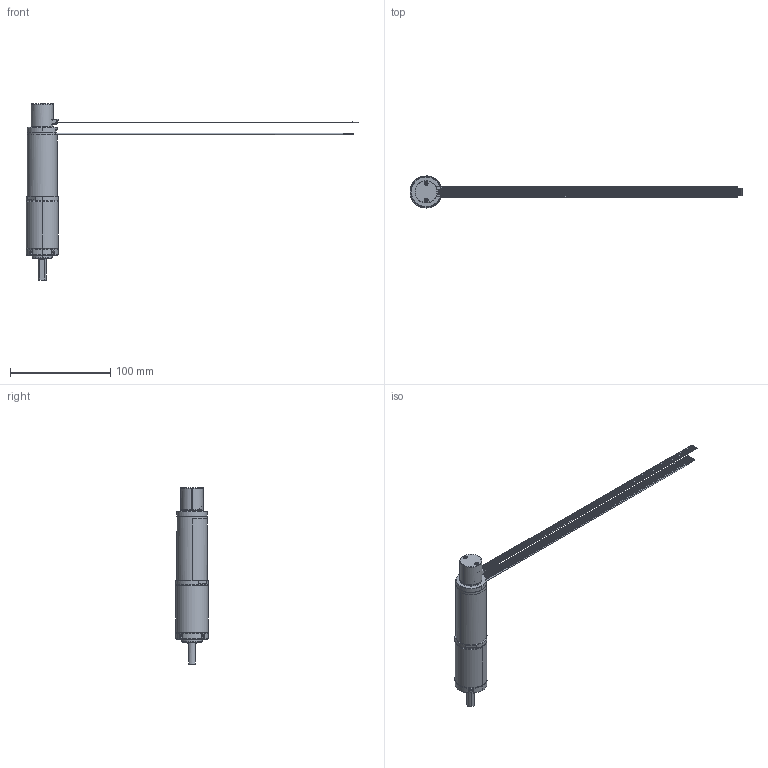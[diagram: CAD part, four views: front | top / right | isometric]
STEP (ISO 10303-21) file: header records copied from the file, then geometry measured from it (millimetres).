
FILE_DESCRIPTION((''),'2;1');
FILE_NAME('4611180000610_SW0001','2023-11-22T10:06:05',('TQ03085'),(''),'CREO PARAMETRIC BY PTC INC, 2018100','CREO PARAMETRIC BY PTC INC, 2018100','');
FILE_SCHEMA(('CONFIG_CONTROL_DESIGN'));
Length unit declared in the file: millimetre
Products named in the file (1): 4611180000610_SW0001
Bounding box: 331 x 32 x 176.04 mm (x, y, z)
Volume: 110362.9 mm3; surface area: 34241 mm2
Topology: 1 solids, 1 shells, 725 faces, 1875 edges, 1176 vertices
Faces by surface type: plane 320, cylinder 224, bspline 70, cone 67, torus 28, sphere 16
Entity records: 35309 total; most frequent: CARTESIAN_POINT 18319, ORIENTED_EDGE 3698, DIRECTION 3279, EDGE_CURVE 1849, AXIS2_PLACEMENT_3D 1194, VERTEX_POINT 1176, VECTOR 891, LINE 891
